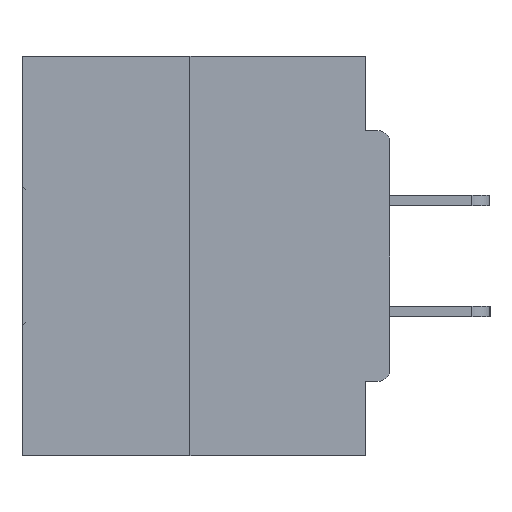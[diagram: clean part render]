
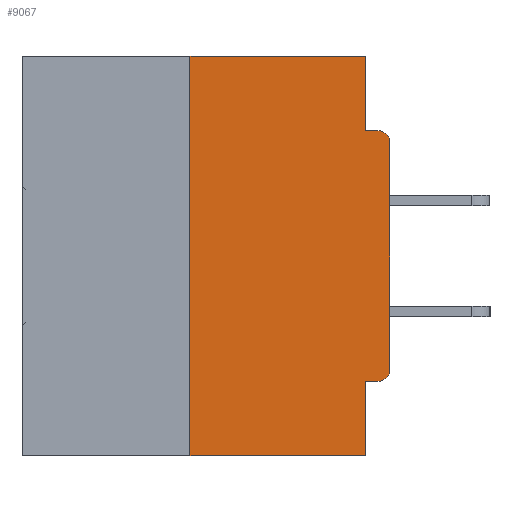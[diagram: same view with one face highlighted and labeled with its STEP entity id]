
A CAD part, left-side view. The second image highlights one B-rep face of the part: STEP entity #9067.
In plain terms, the highlighted planar face has unit normal (-1, 0, 0).
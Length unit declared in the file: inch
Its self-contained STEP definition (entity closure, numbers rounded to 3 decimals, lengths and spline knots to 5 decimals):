
#291 = CARTESIAN_POINT ( 'NONE',  ( 0., 0.46, -0.5 ) ) ;
#308 = ORIENTED_EDGE ( 'NONE', *, *, #22063, .F. ) ;
#742 = CARTESIAN_POINT ( 'NONE',  ( 0., 0.015, -0.1085 ) ) ;
#853 = ORIENTED_EDGE ( 'NONE', *, *, #32844, .F. ) ;
#2187 = VERTEX_POINT ( 'NONE', #19355 ) ;
#2541 = VERTEX_POINT ( 'NONE', #31735 ) ;
#2656 = ORIENTED_EDGE ( 'NONE', *, *, #17124, .F. ) ;
#3109 = DIRECTION ( 'NONE',  ( 0., -1., 0. ) ) ;
#3424 = LINE ( 'NONE', #26649, #38375 ) ;
#3725 = EDGE_CURVE ( 'NONE', #20581, #41578, #19799, .T. ) ;
#3796 = VECTOR ( 'NONE', #21082, 39.37008 ) ;
#3855 = VECTOR ( 'NONE', #3109, 39.37008 ) ;
#4204 = DIRECTION ( 'NONE',  ( 0., 0., -1. ) ) ;
#5947 = LINE ( 'NONE', #32014, #3855 ) ;
#5949 = EDGE_CURVE ( 'NONE', #41578, #9153, #6280, .T. ) ;
#6280 = LINE ( 'NONE', #39554, #28451 ) ;
#6815 = FACE_OUTER_BOUND ( 'NONE', #42096, .T. ) ;
#7209 = LINE ( 'NONE', #291, #15104 ) ;
#7859 = LINE ( 'NONE', #21510, #3796 ) ;
#9067 = ADVANCED_FACE ( 'NONE', ( #6815 ), #27215, .F. ) ;
#9111 = CARTESIAN_POINT ( 'NONE',  ( 0., 0.015, -0.3915 ) ) ;
#9115 = VERTEX_POINT ( 'NONE', #40092 ) ;
#9153 = VERTEX_POINT ( 'NONE', #31557 ) ;
#9762 = DIRECTION ( 'NONE',  ( 0., 0., 1. ) ) ;
#10829 = VERTEX_POINT ( 'NONE', #15266 ) ;
#10940 = ORIENTED_EDGE ( 'NONE', *, *, #33098, .F. ) ;
#10941 = DIRECTION ( 'NONE',  ( -1., 0., 0. ) ) ;
#10969 = ORIENTED_EDGE ( 'NONE', *, *, #3725, .T. ) ;
#13599 = ORIENTED_EDGE ( 'NONE', *, *, #5949, .T. ) ;
#14982 = DIRECTION ( 'NONE',  ( -1., 0., 0. ) ) ;
#15104 = VECTOR ( 'NONE', #36341, 39.37008 ) ;
#15266 = CARTESIAN_POINT ( 'NONE',  ( 0., 0.25, -0.5 ) ) ;
#16262 = VECTOR ( 'NONE', #36981, 39.37008 ) ;
#16548 = CARTESIAN_POINT ( 'NONE',  ( 0., 0.46, 0. ) ) ;
#17124 = EDGE_CURVE ( 'NONE', #30538, #20788, #7859, .T. ) ;
#17805 = AXIS2_PLACEMENT_3D ( 'NONE', #16548, #29824, #36582 ) ;
#18109 = EDGE_CURVE ( 'NONE', #9153, #2541, #37933, .T. ) ;
#18902 = ORIENTED_EDGE ( 'NONE', *, *, #41999, .F. ) ;
#19355 = CARTESIAN_POINT ( 'NONE',  ( 0., 0.031, -0.0935 ) ) ;
#19790 = ORIENTED_EDGE ( 'NONE', *, *, #24628, .F. ) ;
#19799 = CIRCLE ( 'NONE', #28820, 0.015 ) ;
#20399 = VECTOR ( 'NONE', #28622, 39.37008 ) ;
#20581 = VERTEX_POINT ( 'NONE', #28365 ) ;
#20788 = VERTEX_POINT ( 'NONE', #42455 ) ;
#21082 = DIRECTION ( 'NONE',  ( 0., 0., -1. ) ) ;
#21510 = CARTESIAN_POINT ( 'NONE',  ( 0., 0.031, -0.5 ) ) ;
#22063 = EDGE_CURVE ( 'NONE', #9115, #2187, #3424, .T. ) ;
#23062 = LINE ( 'NONE', #23715, #16262 ) ;
#23680 = ORIENTED_EDGE ( 'NONE', *, *, #35802, .T. ) ;
#23715 = CARTESIAN_POINT ( 'NONE',  ( 0., 0.25, 0. ) ) ;
#24628 = EDGE_CURVE ( 'NONE', #37054, #9115, #36519, .T. ) ;
#24955 = LINE ( 'NONE', #31474, #20399 ) ;
#25194 = DIRECTION ( 'NONE',  ( 0., 0., -1. ) ) ;
#26649 = CARTESIAN_POINT ( 'NONE',  ( 0., 0.031, 0. ) ) ;
#27082 = DIRECTION ( 'NONE',  ( 0., 0., -1. ) ) ;
#27131 = CARTESIAN_POINT ( 'NONE',  ( 0., 0.031, -0.4065 ) ) ;
#27207 = CARTESIAN_POINT ( 'NONE',  ( 0., 0.25, 0. ) ) ;
#27215 = PLANE ( 'NONE',  #17805 ) ;
#28365 = CARTESIAN_POINT ( 'NONE',  ( 0., 0.015, -0.4065 ) ) ;
#28451 = VECTOR ( 'NONE', #9762, 39.37008 ) ;
#28622 = DIRECTION ( 'NONE',  ( 0., 1., 0. ) ) ;
#28820 = AXIS2_PLACEMENT_3D ( 'NONE', #9111, #14982, #25194 ) ;
#29824 = DIRECTION ( 'NONE',  ( 1., 0., 0. ) ) ;
#30538 = VERTEX_POINT ( 'NONE', #27131 ) ;
#30915 = VECTOR ( 'NONE', #38390, 39.37008 ) ;
#31474 = CARTESIAN_POINT ( 'NONE',  ( 0., 0., -0.4065 ) ) ;
#31557 = CARTESIAN_POINT ( 'NONE',  ( 0., 0., -0.1085 ) ) ;
#31735 = CARTESIAN_POINT ( 'NONE',  ( 0., 0.015, -0.0935 ) ) ;
#32014 = CARTESIAN_POINT ( 'NONE',  ( 0., 0., -0.0935 ) ) ;
#32844 = EDGE_CURVE ( 'NONE', #2187, #2541, #5947, .T. ) ;
#33098 = EDGE_CURVE ( 'NONE', #10829, #37054, #23062, .T. ) ;
#33264 = CARTESIAN_POINT ( 'NONE',  ( 0., 0.46, 0. ) ) ;
#35802 = EDGE_CURVE ( 'NONE', #10829, #20788, #7209, .T. ) ;
#36341 = DIRECTION ( 'NONE',  ( 0., -1., 0. ) ) ;
#36519 = LINE ( 'NONE', #33264, #30915 ) ;
#36582 = DIRECTION ( 'NONE',  ( 0., 0., -1. ) ) ;
#36981 = DIRECTION ( 'NONE',  ( 0., 0., 1. ) ) ;
#37054 = VERTEX_POINT ( 'NONE', #27207 ) ;
#37933 = CIRCLE ( 'NONE', #42740, 0.015 ) ;
#38375 = VECTOR ( 'NONE', #27082, 39.37008 ) ;
#38390 = DIRECTION ( 'NONE',  ( 0., -1., 0. ) ) ;
#39416 = CARTESIAN_POINT ( 'NONE',  ( 0., 0., -0.3915 ) ) ;
#39554 = CARTESIAN_POINT ( 'NONE',  ( 0., 0., 0. ) ) ;
#40092 = CARTESIAN_POINT ( 'NONE',  ( 0., 0.031, 0. ) ) ;
#40319 = ORIENTED_EDGE ( 'NONE', *, *, #18109, .T. ) ;
#41578 = VERTEX_POINT ( 'NONE', #39416 ) ;
#41999 = EDGE_CURVE ( 'NONE', #20581, #30538, #24955, .T. ) ;
#42096 = EDGE_LOOP ( 'NONE', ( #19790, #10940, #23680, #2656, #18902, #10969, #13599, #40319, #853, #308 ) ) ;
#42455 = CARTESIAN_POINT ( 'NONE',  ( 0., 0.031, -0.5 ) ) ;
#42740 = AXIS2_PLACEMENT_3D ( 'NONE', #742, #10941, #4204 ) ;
